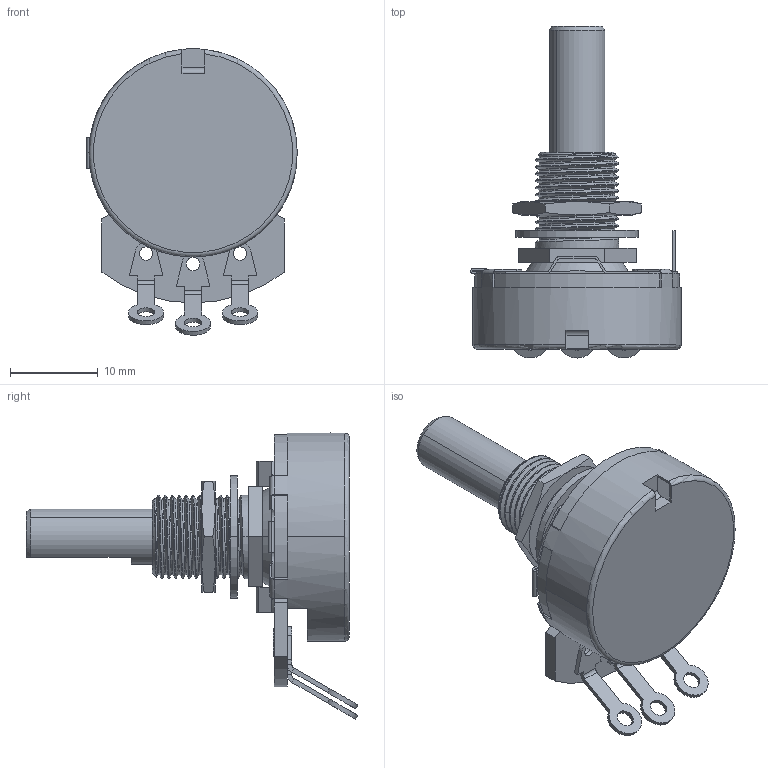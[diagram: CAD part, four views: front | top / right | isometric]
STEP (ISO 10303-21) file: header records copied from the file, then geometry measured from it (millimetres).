
FILE_DESCRIPTION((''),'2;1');
FILE_NAME('P230-3FA25BR1K_ASM','2020-02-10T11:31:08',('JVassar'),(''),'CREO PARAMETRIC BY PTC INC, 2018050','CREO PARAMETRIC BY PTC INC, 2018050','');
FILE_SCHEMA(('CONFIG_CONTROL_DESIGN'));
Length unit declared in the file: inch
Products named in the file (9): BM-237; BM-222-9; BM-238; BM-259; BM-91; BM-90-8; BM-93; BM-94; P230-3FA25BR1K_ASM
Assembly tree (10 placements, depth 2):
  P230-3FA25BR1K_ASM
    BM-237
    BM-222-9
    BM-238
    BM-259  x3
    BM-91
    BM-90-8
    BM-93
    BM-94
Bounding box: 24.05 x 37.88 x 32.72 mm (x, y, z)
Volume: 2791.4 mm3; surface area: 6314.1 mm2
Topology: 10 solids, 10 shells, 338 faces, 905 edges, 585 vertices
Faces by surface type: plane 173, cylinder 119, cone 19, bspline 17, torus 10
Entity records: 15186 total; most frequent: CARTESIAN_POINT 7577, ORIENTED_EDGE 1602, DIRECTION 1482, EDGE_CURVE 801, VERTEX_POINT 521, AXIS2_PLACEMENT_3D 513, VECTOR 456, LINE 456
